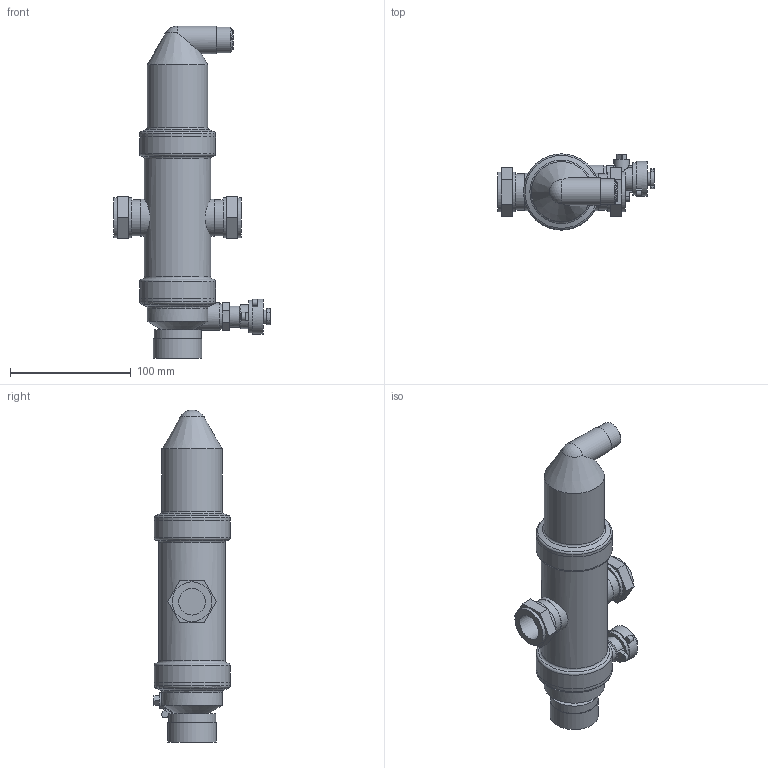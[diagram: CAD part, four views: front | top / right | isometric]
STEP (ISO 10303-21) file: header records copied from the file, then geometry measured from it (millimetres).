
FILE_DESCRIPTION(/* description */ (''),/* implementation_level */ '2;1');
FILE_NAME(/* name */ '3d_ExtwinTW22M-9257600.stp',/* time_stamp */ '2020-07-23T08:19:22+02:00',/* author */ ('Andrzej'),/* organization */ (''),/* preprocessor_version */ 'ST-DEVELOPER v16.13',/* originating_system */ 'AutoCAD Mechanical',/* authorisation */ '');
FILE_SCHEMA (('AUTOMOTIVE_DESIGN { 1 0 10303 214 3 1 1 }'));
Length unit declared in the file: millimetre
Products named in the file (1): Product
Bounding box: 130 x 63.1 x 275.3 mm (x, y, z)
Volume: 643795.7 mm3; surface area: 84733.6 mm2
Topology: 6 solids, 6 shells, 177 faces, 412 edges, 271 vertices
Faces by surface type: plane 105, cylinder 53, cone 10, torus 8, sphere 1
Full cylindrical faces by diameter (mm): 2 x1, 3 x1, 11 x1, 13 x1, 16.662 x1, 17 x1, 21.3 x2, 22.1 x2, 23 x2, 26 x1, 26.9 x1, 29 x1, 30.2 x2, 31 x2, 33 x4, 39 x1, 40 x1, 50 x1, 55 x1, 63 x4
Entity records: 5084 total; most frequent: CARTESIAN_POINT 1239, DIRECTION 808, ORIENTED_EDGE 688, EDGE_CURVE 344, AXIS2_PLACEMENT_3D 305, EDGE_LOOP 253, VERTEX_POINT 249, LINE 198
